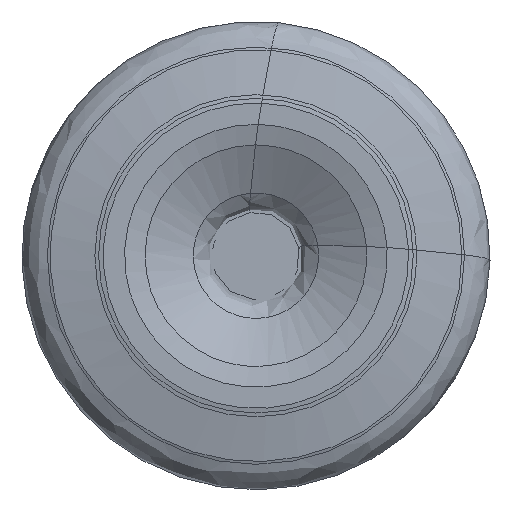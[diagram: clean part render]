
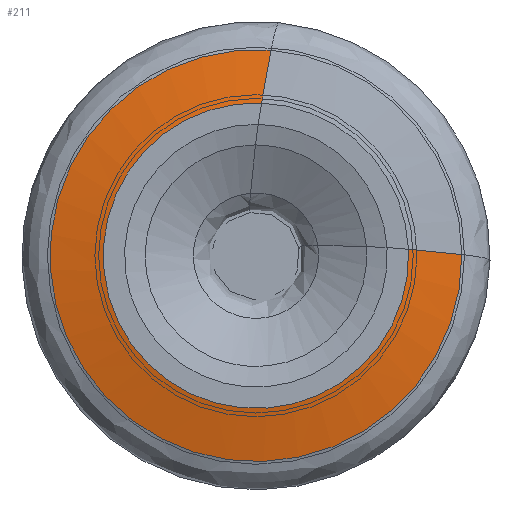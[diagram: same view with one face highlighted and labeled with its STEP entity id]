
A CAD part, left-side view. The second image highlights one B-rep face of the part: STEP entity #211.
In plain terms, the highlighted free-form (B-spline) face has degree [1, 3] with [2, 7] control points.
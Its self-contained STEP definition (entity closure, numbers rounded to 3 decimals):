
#39=(
BOUNDED_SURFACE()
B_SPLINE_SURFACE(1,3,((#1156,#1157,#1158,#1159,#1160,#1161,#1162),(#1163,
#1164,#1165,#1166,#1167,#1168,#1169)),.UNSPECIFIED.,.F.,.F.,.F.)
B_SPLINE_SURFACE_WITH_KNOTS((2,2),(4,3,4),(0.,1.),(0.,0.5,1.),
 .UNSPECIFIED.)
GEOMETRIC_REPRESENTATION_ITEM()
RATIONAL_B_SPLINE_SURFACE(((1.,0.576,0.576,1.,0.576,
0.576,1.),(1.,0.576,0.576,1.,0.576,
0.576,1.)))
REPRESENTATION_ITEM('')
SURFACE()
);
#72=LINE('',#1154,#96);
#73=LINE('',#1155,#97);
#96=VECTOR('',#841,1.);
#97=VECTOR('',#842,1.);
#155=FACE_OUTER_BOUND('',#310,.T.);
#211=ADVANCED_FACE('',(#155),#39,.F.);
#310=EDGE_LOOP('',(#398,#399,#400,#401));
#398=ORIENTED_EDGE('',*,*,#574,.F.);
#399=ORIENTED_EDGE('',*,*,#575,.F.);
#400=ORIENTED_EDGE('',*,*,#571,.T.);
#401=ORIENTED_EDGE('',*,*,#576,.F.);
#517=VERTEX_POINT('',#1146);
#518=VERTEX_POINT('',#1147);
#519=VERTEX_POINT('',#1152);
#520=VERTEX_POINT('',#1153);
#571=EDGE_CURVE('',#517,#518,#638,.T.);
#574=EDGE_CURVE('',#519,#520,#639,.T.);
#575=EDGE_CURVE('',#517,#519,#72,.T.);
#576=EDGE_CURVE('',#520,#518,#73,.T.);
#638=CIRCLE('',#706,6.848);
#639=CIRCLE('',#708,9.234);
#706=AXIS2_PLACEMENT_3D('',#1145,#833,#834);
#708=AXIS2_PLACEMENT_3D('',#1151,#839,#840);
#833=DIRECTION('',(1.,0.,0.));
#834=DIRECTION('',(0.,-0.999,0.042));
#839=DIRECTION('',(1.,0.,0.));
#840=DIRECTION('',(0.,-1.,0.005));
#841=DIRECTION('',(0.198,-0.975,-0.098));
#842=DIRECTION('',(-0.198,0.174,-0.965));
#1145=CARTESIAN_POINT('',(0.,0.,0.));
#1146=CARTESIAN_POINT('',(0.,-6.842,0.289));
#1147=CARTESIAN_POINT('',(0.,-0.25,6.843));
#1151=CARTESIAN_POINT('',(0.486,0.,0.));
#1152=CARTESIAN_POINT('',(0.486,-9.234,0.05));
#1153=CARTESIAN_POINT('',(0.486,-0.677,9.209));
#1154=CARTESIAN_POINT('',(0.,-6.842,0.289));
#1155=CARTESIAN_POINT('',(0.,-0.25,6.843));
#1156=CARTESIAN_POINT('',(0.,-6.842,0.289));
#1157=CARTESIAN_POINT('',(0.,-7.153,-7.081));
#1158=CARTESIAN_POINT('',(0.,-0.403,-10.057));
#1159=CARTESIAN_POINT('',(0.,4.828,-4.856));
#1160=CARTESIAN_POINT('',(0.,10.059,0.346));
#1161=CARTESIAN_POINT('',(0.,7.122,7.113));
#1162=CARTESIAN_POINT('',(0.,-0.25,6.843));
#1163=CARTESIAN_POINT('',(0.486,-9.234,0.05));
#1164=CARTESIAN_POINT('',(0.486,-9.287,-9.898));
#1165=CARTESIAN_POINT('',(0.486,-0.043,-13.572));
#1166=CARTESIAN_POINT('',(0.486,6.747,-6.303));
#1167=CARTESIAN_POINT('',(0.486,13.538,0.965));
#1168=CARTESIAN_POINT('',(0.486,9.244,9.938));
#1169=CARTESIAN_POINT('',(0.486,-0.677,9.209));
